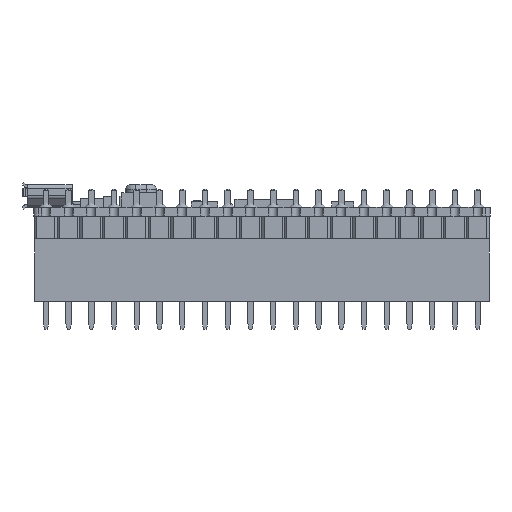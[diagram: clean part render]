
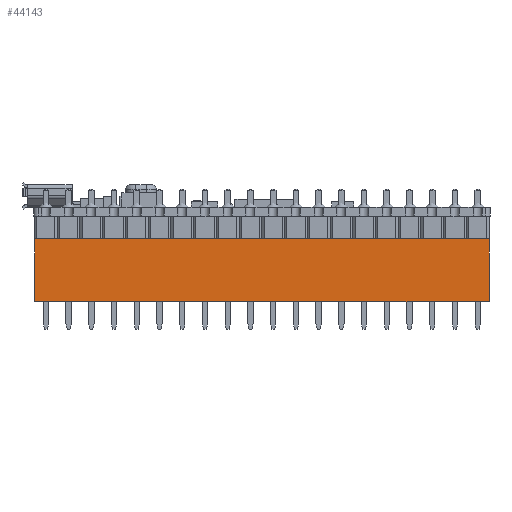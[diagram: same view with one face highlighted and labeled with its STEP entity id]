
A CAD part, left-side view. The second image highlights one B-rep face of the part: STEP entity #44143.
In plain terms, the highlighted planar face has unit normal (-1, 0, 0).
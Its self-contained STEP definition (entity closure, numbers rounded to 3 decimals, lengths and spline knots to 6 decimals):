
#1610=LINE('',#69064,#7444);
#1611=LINE('',#69067,#7445);
#1612=LINE('',#69069,#7446);
#1613=LINE('',#69071,#7447);
#7444=VECTOR('',#57126,1.);
#7445=VECTOR('',#57127,1.);
#7446=VECTOR('',#57128,1.);
#7447=VECTOR('',#57129,1.);
#15610=ORIENTED_EDGE('',*,*,#26513,.T.);
#15611=ORIENTED_EDGE('',*,*,#26514,.T.);
#15612=ORIENTED_EDGE('',*,*,#26515,.F.);
#15613=ORIENTED_EDGE('',*,*,#26516,.F.);
#26513=EDGE_CURVE('',#32106,#32107,#1610,.T.);
#26514=EDGE_CURVE('',#32107,#32108,#1611,.T.);
#26515=EDGE_CURVE('',#32109,#32108,#1612,.T.);
#26516=EDGE_CURVE('',#32106,#32109,#1613,.T.);
#32106=VERTEX_POINT('',#69065);
#32107=VERTEX_POINT('',#69066);
#32108=VERTEX_POINT('',#69068);
#32109=VERTEX_POINT('',#69070);
#36022=EDGE_LOOP('',(#15610,#15611,#15612,#15613));
#38891=FACE_BOUND('',#36022,.T.);
#41777=PLANE('',#52195);
#44143=ADVANCED_FACE('',(#38891),#41777,.F.);
#52195=AXIS2_PLACEMENT_3D('',#69063,#57124,#57125);
#57124=DIRECTION('',(1.,0.,0.));
#57125=DIRECTION('',(0.,-1.,0.));
#57126=DIRECTION('',(0.,-1.,0.));
#57127=DIRECTION('',(0.,0.,1.));
#57128=DIRECTION('',(0.,-1.,0.));
#57129=DIRECTION('',(0.,0.,1.));
#69063=CARTESIAN_POINT('',(-0.00127,0.00127,0.));
#69064=CARTESIAN_POINT('',(-0.00127,0.00127,0.));
#69065=CARTESIAN_POINT('',(-0.00127,0.00127,0.));
#69066=CARTESIAN_POINT('',(-0.00127,-0.04953,0.));
#69067=CARTESIAN_POINT('',(-0.00127,-0.04953,0.));
#69068=CARTESIAN_POINT('',(-0.00127,-0.04953,0.007));
#69069=CARTESIAN_POINT('',(-0.00127,0.00127,0.007));
#69070=CARTESIAN_POINT('',(-0.00127,0.00127,0.007));
#69071=CARTESIAN_POINT('',(-0.00127,0.00127,0.));
